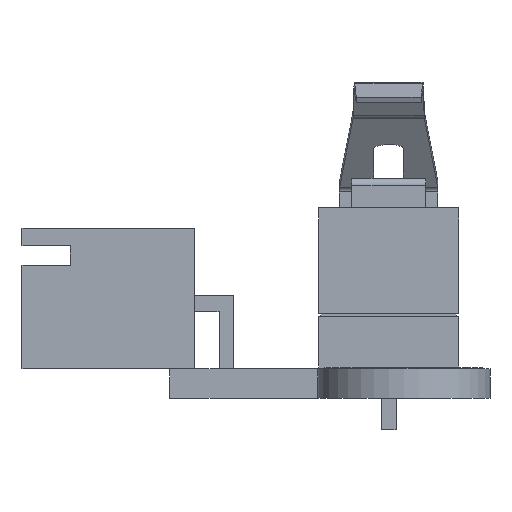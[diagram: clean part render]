
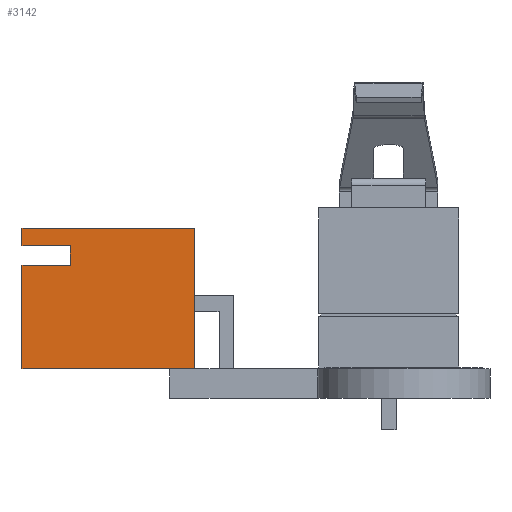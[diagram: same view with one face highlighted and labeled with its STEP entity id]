
A CAD part, left-side view. The second image highlights one B-rep face of the part: STEP entity #3142.
In plain terms, the highlighted planar face has unit normal (-1, 0, 0).
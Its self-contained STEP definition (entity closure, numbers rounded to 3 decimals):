
#169=FACE_OUTER_BOUND('',#334,.T.);
#334=EDGE_LOOP('',(#2260,#2261,#2262,#2263,#2264,#2265,#2266,#2267,#2268));
#471=LINE('',#4268,#860);
#532=LINE('',#4392,#921);
#539=LINE('',#4406,#928);
#557=LINE('',#4441,#946);
#566=LINE('',#4458,#955);
#571=LINE('',#4466,#960);
#647=LINE('',#4623,#1036);
#648=LINE('',#4625,#1037);
#649=LINE('',#4626,#1038);
#860=VECTOR('',#3471,1.);
#921=VECTOR('',#3572,1.95);
#928=VECTOR('',#3583,0.8);
#946=VECTOR('',#3605,1.95);
#955=VECTOR('',#3620,0.7);
#960=VECTOR('',#3627,4.2);
#1036=VECTOR('',#3777,10.);
#1037=VECTOR('',#3778,5.7);
#1038=VECTOR('',#3779,7.);
#1249=VERTEX_POINT('',#4265);
#1250=VERTEX_POINT('',#4267);
#1292=VERTEX_POINT('',#4390);
#1293=VERTEX_POINT('',#4391);
#1298=VERTEX_POINT('',#4405);
#1313=VERTEX_POINT('',#4440);
#1318=VERTEX_POINT('',#4457);
#1364=VERTEX_POINT('',#4622);
#1365=VERTEX_POINT('',#4624);
#1527=EDGE_CURVE('',#1249,#1250,#471,.T.);
#1588=EDGE_CURVE('',#1292,#1293,#532,.T.);
#1595=EDGE_CURVE('',#1298,#1292,#539,.T.);
#1613=EDGE_CURVE('',#1313,#1298,#557,.T.);
#1622=EDGE_CURVE('',#1313,#1318,#566,.T.);
#1627=EDGE_CURVE('',#1250,#1293,#571,.T.);
#1703=EDGE_CURVE('',#1364,#1249,#647,.T.);
#1704=EDGE_CURVE('',#1364,#1365,#648,.T.);
#1705=EDGE_CURVE('',#1318,#1365,#649,.T.);
#2260=ORIENTED_EDGE('',*,*,#1588,.T.);
#2261=ORIENTED_EDGE('',*,*,#1627,.F.);
#2262=ORIENTED_EDGE('',*,*,#1527,.F.);
#2263=ORIENTED_EDGE('',*,*,#1703,.F.);
#2264=ORIENTED_EDGE('',*,*,#1704,.T.);
#2265=ORIENTED_EDGE('',*,*,#1705,.F.);
#2266=ORIENTED_EDGE('',*,*,#1622,.F.);
#2267=ORIENTED_EDGE('',*,*,#1613,.T.);
#2268=ORIENTED_EDGE('',*,*,#1595,.T.);
#2857=PLANE('',#3318);
#3142=ADVANCED_FACE('',(#169),#2857,.T.);
#3318=AXIS2_PLACEMENT_3D('',#4621,#3775,#3776);
#3471=DIRECTION('',(0.,1.,0.));
#3572=DIRECTION('',(0.,1.,0.));
#3583=DIRECTION('',(0.,0.,-1.));
#3605=DIRECTION('',(0.,-1.,0.));
#3620=DIRECTION('',(0.,0.,1.));
#3627=DIRECTION('',(0.,0.,1.));
#3775=DIRECTION('center_axis',(-1.,0.,0.));
#3776=DIRECTION('ref_axis',(0.,-1.,0.));
#3777=DIRECTION('',(0.,1.,0.));
#3778=DIRECTION('',(0.,0.,1.));
#3779=DIRECTION('',(0.,-1.,0.));
#4265=CARTESIAN_POINT('',(-5.,3.5,1.2));
#4267=CARTESIAN_POINT('',(-5.,9.5,1.2));
#4268=CARTESIAN_POINT('',(-5.,1.5,1.2));
#4390=CARTESIAN_POINT('',(-5.,7.55,5.4));
#4391=CARTESIAN_POINT('',(-5.,9.5,5.4));
#4392=CARTESIAN_POINT('',(-5.,10.69,5.4));
#4405=CARTESIAN_POINT('',(-5.,7.55,6.2));
#4406=CARTESIAN_POINT('',(-5.,7.55,3.3));
#4440=CARTESIAN_POINT('',(-5.,9.5,6.2));
#4441=CARTESIAN_POINT('',(-5.,8.525,6.2));
#4457=CARTESIAN_POINT('',(-5.,9.5,6.9));
#4458=CARTESIAN_POINT('',(-5.,9.5,1.2));
#4466=CARTESIAN_POINT('',(-5.,9.5,1.2));
#4621=CARTESIAN_POINT('Origin',(-5.,9.5,1.2));
#4622=CARTESIAN_POINT('',(-5.,2.5,1.2));
#4623=CARTESIAN_POINT('',(-5.,2.101,1.2));
#4624=CARTESIAN_POINT('',(-5.,2.5,6.9));
#4625=CARTESIAN_POINT('',(-5.,2.5,1.2));
#4626=CARTESIAN_POINT('',(-5.,2.5,6.9));
